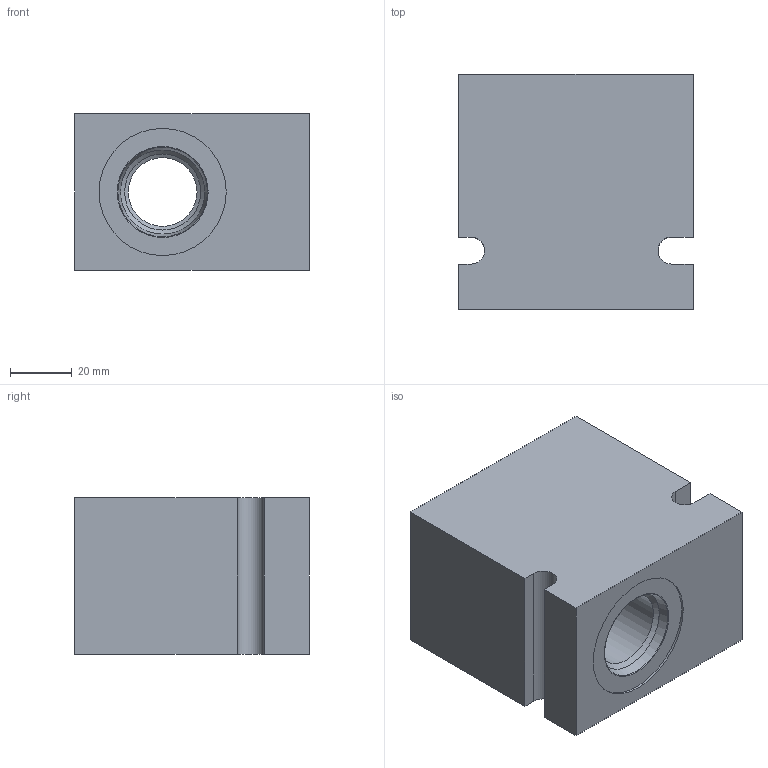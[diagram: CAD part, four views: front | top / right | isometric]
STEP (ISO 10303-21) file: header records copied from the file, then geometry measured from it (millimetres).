
FILE_DESCRIPTION((''),'2;1');
FILE_NAME('16-2-12T.stp','2015-06-04T15:04:40',('jml'),(''),'Autodesk Inventor 2010','Autodesk Inventor 2010','');
FILE_SCHEMA(('AUTOMOTIVE_DESIGN { 1 0 10303 214 1 1 1 1 }'));
Length unit declared in the file: inch
Products named in the file (1): 300146-12T
Bounding box: 76.2 x 76.2 x 50.8 mm (x, y, z)
Volume: 220619.9 mm3; surface area: 35851.3 mm2
Topology: 1 solids, 1 shells, 43 faces, 96 edges, 61 vertices
Faces by surface type: plane 18, bspline 11, cone 6, cylinder 5, torus 3
Full cylindrical faces by diameter (mm): 41.275 x2, 48.514 x1
Entity records: 1229 total; most frequent: CARTESIAN_POINT 381, DIRECTION 166, ORIENTED_EDGE 134, EDGE_LOOP 76, AXIS2_PLACEMENT_3D 67, EDGE_CURVE 67, VERTEX_POINT 55, FACE_OUTER_BOUND 43
